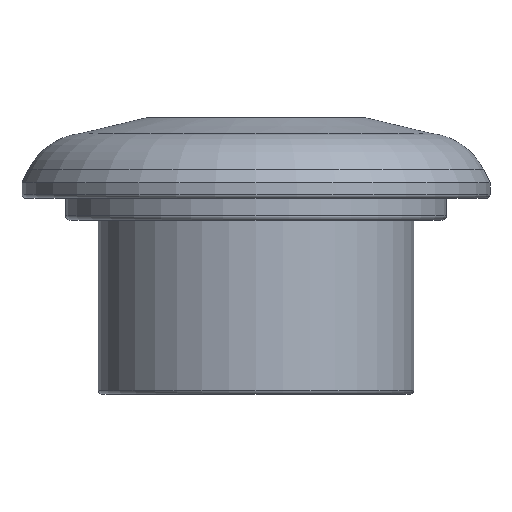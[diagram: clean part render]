
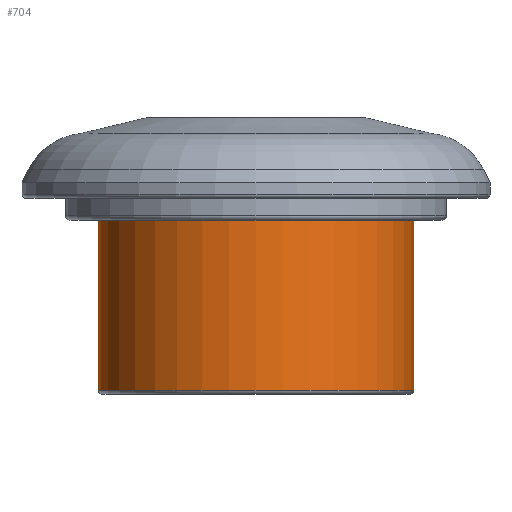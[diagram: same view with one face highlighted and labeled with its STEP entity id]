
A CAD part, front view. The second image highlights one B-rep face of the part: STEP entity #704.
In plain terms, the highlighted cylindrical face has radius 7.25 mm (diameter 14.5 mm), a partial arc.
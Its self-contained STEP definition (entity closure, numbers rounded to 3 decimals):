
#9 = VECTOR ( 'NONE', #1068, 1000. ) ;
#24 = AXIS2_PLACEMENT_3D ( 'NONE', #1582, #1433, #168 ) ;
#57 = LINE ( 'NONE', #1352, #9 ) ;
#66 = CARTESIAN_POINT ( 'NONE',  ( -7.25, 0., -4.712 ) ) ;
#153 = CARTESIAN_POINT ( 'NONE',  ( 0., 0., -4.712 ) ) ;
#168 = DIRECTION ( 'NONE',  ( -1., 0., 0. ) ) ;
#193 = AXIS2_PLACEMENT_3D ( 'NONE', #1478, #1113, #701 ) ;
#252 = VERTEX_POINT ( 'NONE', #1531 ) ;
#338 = ORIENTED_EDGE ( 'NONE', *, *, #1554, .T. ) ;
#387 = VECTOR ( 'NONE', #1467, 1000. ) ;
#661 = DIRECTION ( 'NONE',  ( -1., 0., 0. ) ) ;
#691 = FACE_OUTER_BOUND ( 'NONE', #1093, .T. ) ;
#701 = DIRECTION ( 'NONE',  ( -1., 0., 0. ) ) ;
#704 = ADVANCED_FACE ( 'NONE', ( #691 ), #1300, .T. ) ;
#775 = EDGE_CURVE ( 'NONE', #1048, #1357, #1318, .T. ) ;
#860 = CIRCLE ( 'NONE', #193, 7.25 ) ;
#886 = CARTESIAN_POINT ( 'NONE',  ( 7.25, 0., -4.712 ) ) ;
#953 = AXIS2_PLACEMENT_3D ( 'NONE', #153, #1054, #661 ) ;
#957 = VERTEX_POINT ( 'NONE', #1494 ) ;
#980 = CARTESIAN_POINT ( 'NONE',  ( -7.25, 0., -1.883 ) ) ;
#1048 = VERTEX_POINT ( 'NONE', #886 ) ;
#1053 = ORIENTED_EDGE ( 'NONE', *, *, #1515, .T. ) ;
#1054 = DIRECTION ( 'NONE',  ( 0., 0., -1. ) ) ;
#1068 = DIRECTION ( 'NONE',  ( 0., 0., -1. ) ) ;
#1093 = EDGE_LOOP ( 'NONE', ( #1447, #1612, #1053, #338 ) ) ;
#1113 = DIRECTION ( 'NONE',  ( 0., 0., 1. ) ) ;
#1300 = CYLINDRICAL_SURFACE ( 'NONE', #24, 7.25 ) ;
#1318 = CIRCLE ( 'NONE', #953, 7.25 ) ;
#1352 = CARTESIAN_POINT ( 'NONE',  ( 7.25, 0., -1.883 ) ) ;
#1357 = VERTEX_POINT ( 'NONE', #66 ) ;
#1365 = EDGE_CURVE ( 'NONE', #1048, #957, #57, .T. ) ;
#1433 = DIRECTION ( 'NONE',  ( 0., 0., -1. ) ) ;
#1447 = ORIENTED_EDGE ( 'NONE', *, *, #1365, .F. ) ;
#1467 = DIRECTION ( 'NONE',  ( 0., 0., -1. ) ) ;
#1478 = CARTESIAN_POINT ( 'NONE',  ( 0., 0., -12.512 ) ) ;
#1494 = CARTESIAN_POINT ( 'NONE',  ( 7.25, 0., -12.512 ) ) ;
#1497 = LINE ( 'NONE', #980, #387 ) ;
#1515 = EDGE_CURVE ( 'NONE', #1357, #252, #1497, .T. ) ;
#1531 = CARTESIAN_POINT ( 'NONE',  ( -7.25, 0., -12.512 ) ) ;
#1554 = EDGE_CURVE ( 'NONE', #252, #957, #860, .T. ) ;
#1582 = CARTESIAN_POINT ( 'NONE',  ( 0., 0., -1.883 ) ) ;
#1612 = ORIENTED_EDGE ( 'NONE', *, *, #775, .T. ) ;
